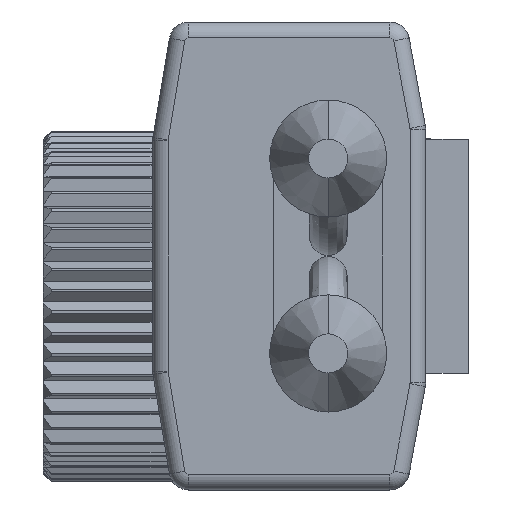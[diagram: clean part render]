
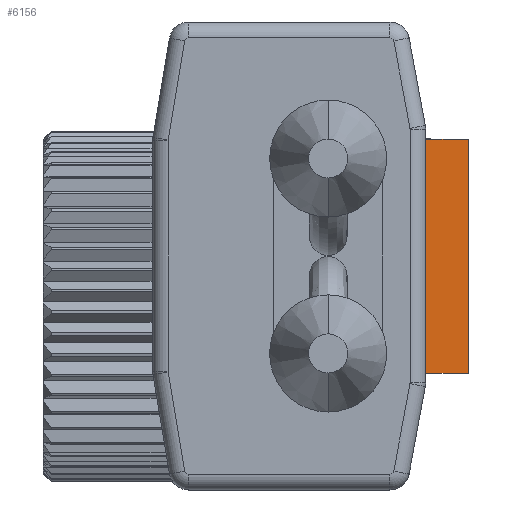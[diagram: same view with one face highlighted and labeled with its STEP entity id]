
A CAD part, left-side view. The second image highlights one B-rep face of the part: STEP entity #6156.
In plain terms, the highlighted planar face has unit normal (-1, 0, 0).
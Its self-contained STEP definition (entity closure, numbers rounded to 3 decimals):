
#776 = ORIENTED_EDGE ( 'NONE', *, *, #19027, .T. ) ;
#1828 = VECTOR ( 'NONE', #13784, 1000. ) ;
#2112 = CARTESIAN_POINT ( 'NONE',  ( -92.798, -4.6, 3. ) ) ;
#3783 = PLANE ( 'NONE',  #8697 ) ;
#4968 = CARTESIAN_POINT ( 'NONE',  ( -92.798, -4.6, 3. ) ) ;
#5264 = EDGE_LOOP ( 'NONE', ( #22535, #22691, #12419, #776 ) ) ;
#6156 = ADVANCED_FACE ( 'NONE', ( #14254 ), #3783, .F. ) ;
#6787 = DIRECTION ( 'NONE',  ( 0., 0., -1. ) ) ;
#7903 = DIRECTION ( 'NONE',  ( 0., 0., 1. ) ) ;
#8082 = CARTESIAN_POINT ( 'NONE',  ( -92.798, -3.5, 3. ) ) ;
#8365 = LINE ( 'NONE', #24035, #10192 ) ;
#8697 = AXIS2_PLACEMENT_3D ( 'NONE', #9798, #15789, #7903 ) ;
#8908 = VERTEX_POINT ( 'NONE', #14026 ) ;
#9798 = CARTESIAN_POINT ( 'NONE',  ( -92.798, -4.6, 3. ) ) ;
#10192 = VECTOR ( 'NONE', #13763, 1000. ) ;
#10928 = CARTESIAN_POINT ( 'NONE',  ( -92.798, -3.5, 3. ) ) ;
#12394 = LINE ( 'NONE', #2112, #1828 ) ;
#12419 = ORIENTED_EDGE ( 'NONE', *, *, #18141, .F. ) ;
#13763 = DIRECTION ( 'NONE',  ( 0., 1., 0. ) ) ;
#13784 = DIRECTION ( 'NONE',  ( 0., 1., 0. ) ) ;
#13877 = LINE ( 'NONE', #4968, #20113 ) ;
#13962 = VECTOR ( 'NONE', #24873, 1000. ) ;
#14026 = CARTESIAN_POINT ( 'NONE',  ( -92.798, -4.6, 3. ) ) ;
#14254 = FACE_OUTER_BOUND ( 'NONE', #5264, .T. ) ;
#15221 = LINE ( 'NONE', #10928, #13962 ) ;
#15789 = DIRECTION ( 'NONE',  ( 1., 0., 0. ) ) ;
#18141 = EDGE_CURVE ( 'NONE', #8908, #20370, #13877, .T. ) ;
#18761 = VERTEX_POINT ( 'NONE', #20847 ) ;
#19027 = EDGE_CURVE ( 'NONE', #8908, #22061, #12394, .T. ) ;
#19053 = CARTESIAN_POINT ( 'NONE',  ( -92.798, -4.6, -3. ) ) ;
#19546 = EDGE_CURVE ( 'NONE', #20370, #18761, #8365, .T. ) ;
#20113 = VECTOR ( 'NONE', #6787, 1000. ) ;
#20370 = VERTEX_POINT ( 'NONE', #19053 ) ;
#20847 = CARTESIAN_POINT ( 'NONE',  ( -92.798, -3.5, -3. ) ) ;
#22061 = VERTEX_POINT ( 'NONE', #8082 ) ;
#22535 = ORIENTED_EDGE ( 'NONE', *, *, #23371, .T. ) ;
#22691 = ORIENTED_EDGE ( 'NONE', *, *, #19546, .F. ) ;
#23371 = EDGE_CURVE ( 'NONE', #22061, #18761, #15221, .T. ) ;
#24035 = CARTESIAN_POINT ( 'NONE',  ( -92.798, -4.6, -3. ) ) ;
#24873 = DIRECTION ( 'NONE',  ( 0., 0., -1. ) ) ;
